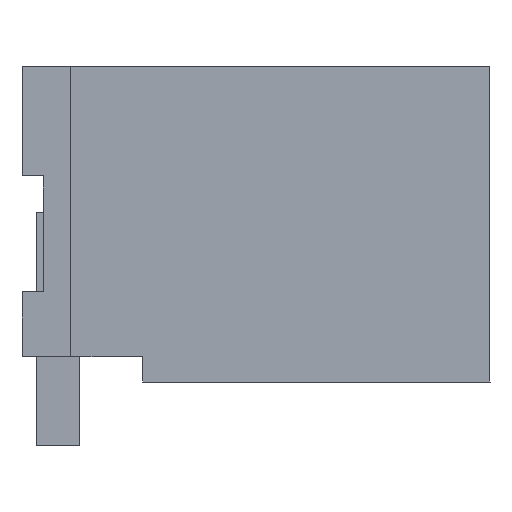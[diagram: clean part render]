
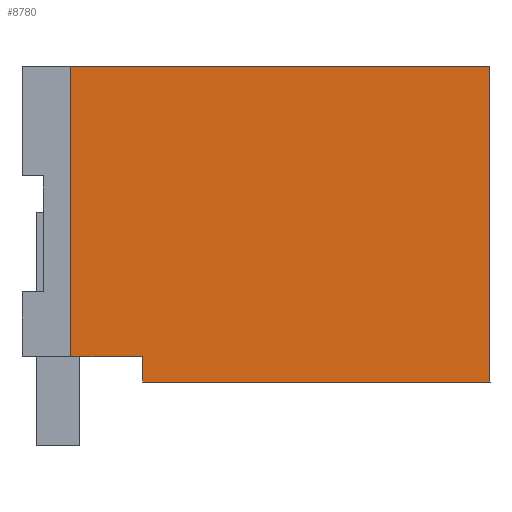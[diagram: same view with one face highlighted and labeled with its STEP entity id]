
A CAD part, left-side view. The second image highlights one B-rep face of the part: STEP entity #8780.
In plain terms, the highlighted planar face has unit normal (-1, 0, 0).
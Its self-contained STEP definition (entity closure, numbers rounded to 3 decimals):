
#8758=AXIS2_PLACEMENT_3D('Plane Axis2P3D',#8755,#8756,#8757) ;
#1388=CARTESIAN_POINT('Vertex',(0.,8.2,2.1)) ;
#1391=CARTESIAN_POINT('Line Origine',(0.,9.05,2.1)) ;
#1395=CARTESIAN_POINT('Vertex',(0.,9.9,2.1)) ;
#1690=CARTESIAN_POINT('Line Origine',(0.,9.9,5.525)) ;
#1694=CARTESIAN_POINT('Vertex',(0.,9.9,8.95)) ;
#2660=CARTESIAN_POINT('Line Origine',(0.,4.95,8.95)) ;
#2664=CARTESIAN_POINT('Vertex',(0.,0.,8.95)) ;
#8739=CARTESIAN_POINT('Vertex',(0.,8.2,1.5)) ;
#8742=CARTESIAN_POINT('Line Origine',(0.,8.2,1.8)) ;
#8755=CARTESIAN_POINT('Axis2P3D Location',(0.,11.05,-1.55)) ;
#8760=CARTESIAN_POINT('Line Origine',(0.,4.1,1.5)) ;
#8764=CARTESIAN_POINT('Vertex',(0.,0.,1.5)) ;
#8767=CARTESIAN_POINT('Line Origine',(0.,0.,5.225)) ;
#1392=DIRECTION('Vector Direction',(0.,-1.,0.)) ;
#1691=DIRECTION('Vector Direction',(0.,0.,-1.)) ;
#2661=DIRECTION('Vector Direction',(0.,1.,0.)) ;
#8743=DIRECTION('Vector Direction',(0.,0.,1.)) ;
#8756=DIRECTION('Axis2P3D Direction',(-1.,0.,0.)) ;
#8757=DIRECTION('Axis2P3D XDirection',(0.,-1.,0.)) ;
#8761=DIRECTION('Vector Direction',(0.,1.,0.)) ;
#8768=DIRECTION('Vector Direction',(0.,0.,-1.)) ;
#1393=VECTOR('Line Direction',#1392,1.) ;
#1692=VECTOR('Line Direction',#1691,1.) ;
#2662=VECTOR('Line Direction',#2661,1.) ;
#8744=VECTOR('Line Direction',#8743,1.) ;
#8762=VECTOR('Line Direction',#8761,1.) ;
#8769=VECTOR('Line Direction',#8768,1.) ;
#8773=ORIENTED_EDGE('',*,*,#1397,.T.) ;
#8774=ORIENTED_EDGE('',*,*,#8746,.F.) ;
#8775=ORIENTED_EDGE('',*,*,#8766,.T.) ;
#8776=ORIENTED_EDGE('',*,*,#8771,.T.) ;
#8777=ORIENTED_EDGE('',*,*,#2666,.T.) ;
#8778=ORIENTED_EDGE('',*,*,#1696,.T.) ;
#8780=ADVANCED_FACE('HOUSING',(#8779),#8759,.T.) ;
#1397=EDGE_CURVE('',#1396,#1389,#1394,.T.) ;
#1696=EDGE_CURVE('',#1695,#1396,#1693,.T.) ;
#2666=EDGE_CURVE('',#2665,#1695,#2663,.T.) ;
#8746=EDGE_CURVE('',#8740,#1389,#8745,.T.) ;
#8766=EDGE_CURVE('',#8740,#8765,#8763,.F.) ;
#8771=EDGE_CURVE('',#8765,#2665,#8770,.F.) ;
#8772=EDGE_LOOP('',(#8773,#8774,#8775,#8776,#8777,#8778)) ;
#8779=FACE_OUTER_BOUND('',#8772,.T.) ;
#1394=LINE('Line',#1391,#1393) ;
#1693=LINE('Line',#1690,#1692) ;
#2663=LINE('Line',#2660,#2662) ;
#8745=LINE('Line',#8742,#8744) ;
#8763=LINE('Line',#8760,#8762) ;
#8770=LINE('Line',#8767,#8769) ;
#8759=PLANE('',#8758) ;
#1389=VERTEX_POINT('',#1388) ;
#1396=VERTEX_POINT('',#1395) ;
#1695=VERTEX_POINT('',#1694) ;
#2665=VERTEX_POINT('',#2664) ;
#8740=VERTEX_POINT('',#8739) ;
#8765=VERTEX_POINT('',#8764) ;
